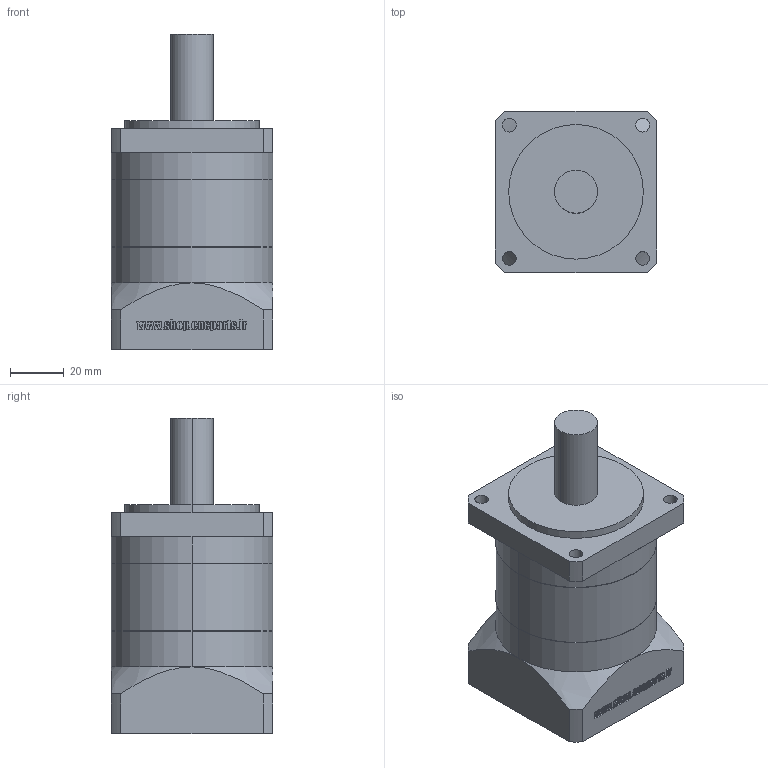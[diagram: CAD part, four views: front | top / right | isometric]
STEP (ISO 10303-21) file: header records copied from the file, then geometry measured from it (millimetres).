
FILE_DESCRIPTION (( 'STEP AP214' ), '1' );
FILE_NAME ('lb70-005-14.STEP', '2025-11-24T14:35:25', ( '' ), ( '' ), 'SwSTEP 2.0', 'SolidWorks 2024', '' );
FILE_SCHEMA (( 'AUTOMOTIVE_DESIGN' ));
Length unit declared in the file: millimetre
Products named in the file (1): lb70-005-14
Bounding box: 60 x 60 x 117.1 mm (x, y, z)
Volume: 242557.3 mm3; surface area: 31443.4 mm2
Topology: 1 solids, 1 shells, 503 faces, 1374 edges, 908 vertices
Faces by surface type: plane 194, cylinder 188, bspline 117, cone 4
Entity records: 32571 total; most frequent: CARTESIAN_POINT 21440, ORIENTED_EDGE 2748, DIRECTION 1696, EDGE_CURVE 1374, VERTEX_POINT 908, VECTOR 752, LINE 752, EDGE_LOOP 546
